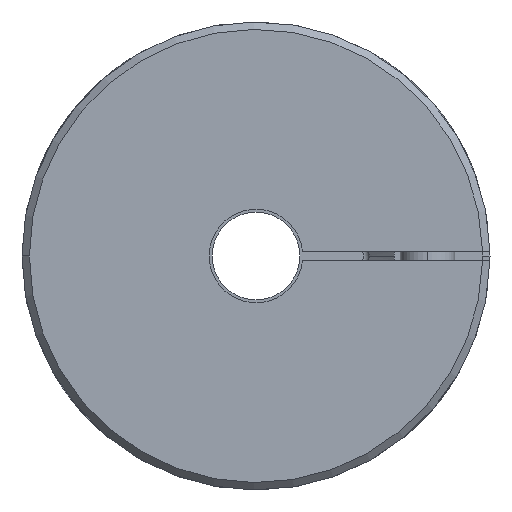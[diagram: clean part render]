
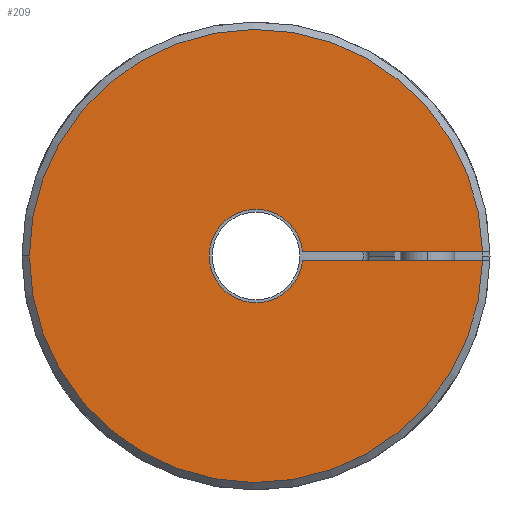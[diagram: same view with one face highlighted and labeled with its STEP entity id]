
A CAD part, left-side view. The second image highlights one B-rep face of the part: STEP entity #209.
In plain terms, the highlighted planar face has unit normal (-1, 0, 0).
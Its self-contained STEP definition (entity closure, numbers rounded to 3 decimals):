
#209=ADVANCED_FACE('',(#499),#500,.T.);
#499=FACE_OUTER_BOUND('',#789,.T.);
#500=PLANE('',#790);
#789=EDGE_LOOP('',(#1855,#1856,#1857,#1858,#1859,#1860));
#790=AXIS2_PLACEMENT_3D('',#1861,#1862,#1863);
#1855=ORIENTED_EDGE('',*,*,#2038,.T.);
#1856=ORIENTED_EDGE('',*,*,#2193,.F.);
#1857=ORIENTED_EDGE('',*,*,#1879,.F.);
#1858=ORIENTED_EDGE('',*,*,#2048,.T.);
#1859=ORIENTED_EDGE('',*,*,#2197,.T.);
#1860=ORIENTED_EDGE('',*,*,#1867,.T.);
#1861=CARTESIAN_POINT('',(0.0,35.05,0.0));
#1862=DIRECTION('',(-1.0,0.0,0.0));
#1863=DIRECTION('',(0.0,0.0,1.0));
#1867=EDGE_CURVE('',#2199,#2203,#2205,.T.);
#1879=EDGE_CURVE('',#2225,#2221,#2227,.T.);
#2038=EDGE_CURVE('',#2203,#2513,#2515,.T.);
#2048=EDGE_CURVE('',#2225,#2529,#2531,.T.);
#2193=EDGE_CURVE('',#2221,#2513,#2742,.T.);
#2197=EDGE_CURVE('',#2529,#2199,#2746,.T.);
#2199=VERTEX_POINT('',#2748);
#2203=VERTEX_POINT('',#2753);
#2205=CIRCLE('',#2764,58.1);
#2221=VERTEX_POINT('',#2858);
#2225=VERTEX_POINT('',#2863);
#2227=CIRCLE('',#2866,12.0);
#2513=VERTEX_POINT('',#3392);
#2515=LINE('',#3395,#3396);
#2529=VERTEX_POINT('',#3424);
#2531=LINE('',#3435,#3436);
#2742=CIRCLE('',#3820,12.0);
#2746=CIRCLE('',#3824,58.1);
#2748=CARTESIAN_POINT('',(0.0,58.1,0.));
#2753=CARTESIAN_POINT('',(0.,-58.088,-1.2));
#2764=AXIS2_PLACEMENT_3D('',#3829,#3830,#3831);
#2858=CARTESIAN_POINT('',(0.0,12.0,0.));
#2863=CARTESIAN_POINT('',(0.0,-11.94,1.2));
#2866=AXIS2_PLACEMENT_3D('',#3846,#3847,#3848);
#3392=CARTESIAN_POINT('',(0.0,-11.94,-1.2));
#3395=CARTESIAN_POINT('',(0.0,17.525,-1.2));
#3396=VECTOR('',#4131,1.0);
#3424=CARTESIAN_POINT('',(0.,-58.088,1.2));
#3435=CARTESIAN_POINT('',(0.0,17.525,1.2));
#3436=VECTOR('',#4143,1.0);
#3820=AXIS2_PLACEMENT_3D('',#4394,#4395,#4396);
#3824=AXIS2_PLACEMENT_3D('',#4406,#4407,#4408);
#3829=CARTESIAN_POINT('',(0.0,0.0,0.0));
#3830=DIRECTION('',(-1.0,0.0,0.0));
#3831=DIRECTION('',(0.0,1.0,0.0));
#3846=CARTESIAN_POINT('',(0.0,0.0,0.0));
#3847=DIRECTION('',(-1.0,0.0,0.0));
#3848=DIRECTION('',(0.0,1.0,0.0));
#4131=DIRECTION('',(0.0,1.0,0.0));
#4143=DIRECTION('',(0.0,-1.0,0.0));
#4394=CARTESIAN_POINT('',(0.0,0.0,0.0));
#4395=DIRECTION('',(-1.0,0.0,0.0));
#4396=DIRECTION('',(0.0,1.0,0.0));
#4406=CARTESIAN_POINT('',(0.0,0.0,0.0));
#4407=DIRECTION('',(-1.0,0.0,0.0));
#4408=DIRECTION('',(0.0,1.0,0.0));
